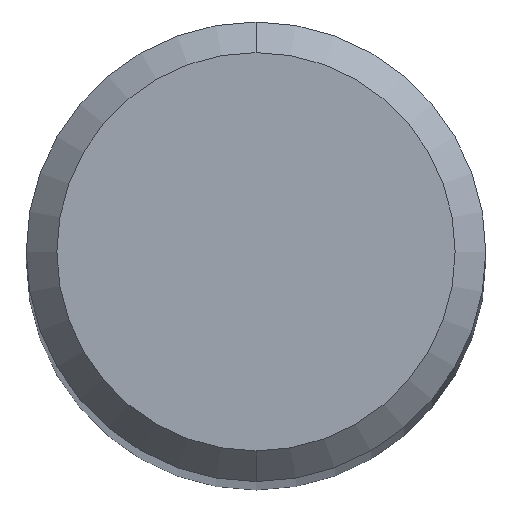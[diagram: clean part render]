
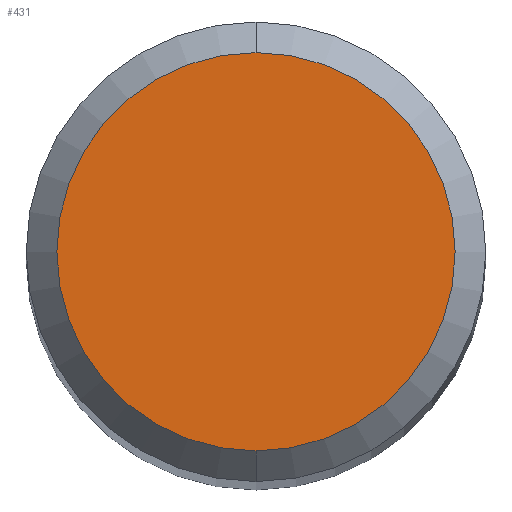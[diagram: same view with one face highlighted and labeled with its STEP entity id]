
A CAD part, top view. The second image highlights one B-rep face of the part: STEP entity #431.
In plain terms, the highlighted planar face has unit normal (0, 0, 1).
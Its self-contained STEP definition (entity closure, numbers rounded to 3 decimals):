
#293=EDGE_CURVE('',#433,#481,#636,.T.);
#369=EDGE_CURVE('',#481,#433,#719,.T.);
#431=ADVANCED_FACE('',(#787),#788,.T.);
#433=VERTEX_POINT('',#790);
#481=VERTEX_POINT('',#845);
#636=CIRCLE('',#1082,2.6);
#719=CIRCLE('',#1264,2.6);
#787=FACE_OUTER_BOUND('',#1389,.T.);
#788=PLANE('',#1390);
#790=CARTESIAN_POINT('',(0.0,2.6,0.0));
#845=CARTESIAN_POINT('',(0.,-2.6,0.0));
#1082=AXIS2_PLACEMENT_3D('',#1678,#1679,#1680);
#1264=AXIS2_PLACEMENT_3D('',#1761,#1762,#1763);
#1389=EDGE_LOOP('',(#1845,#1846));
#1390=AXIS2_PLACEMENT_3D('',#1847,#1848,#1849);
#1678=CARTESIAN_POINT('',(0.0,0.0,0.0));
#1679=DIRECTION('',(0.0,0.0,-1.0));
#1680=DIRECTION('',(0.0,1.0,0.0));
#1761=CARTESIAN_POINT('',(0.0,0.0,0.0));
#1762=DIRECTION('',(0.0,0.0,-1.0));
#1763=DIRECTION('',(0.0,1.0,0.0));
#1845=ORIENTED_EDGE('',*,*,#293,.F.);
#1846=ORIENTED_EDGE('',*,*,#369,.F.);
#1847=CARTESIAN_POINT('',(0.0,1.3,0.0));
#1848=DIRECTION('',(-0.0,0.0,1.0));
#1849=DIRECTION('',(0.0,-1.0,0.0));
